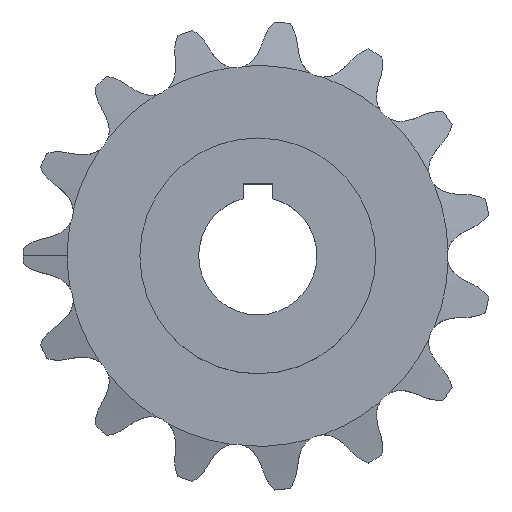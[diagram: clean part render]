
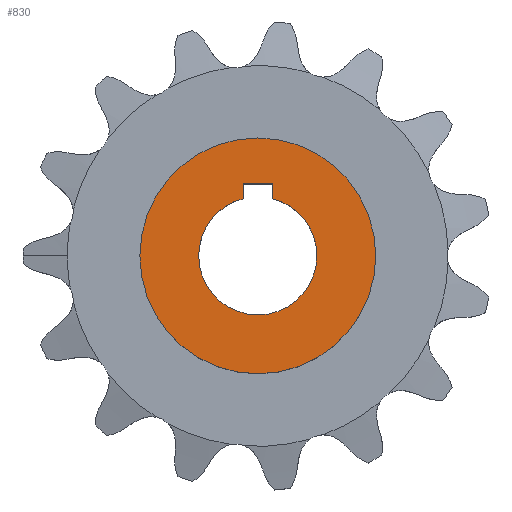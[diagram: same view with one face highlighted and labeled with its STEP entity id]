
A CAD part, top view. The second image highlights one B-rep face of the part: STEP entity #830.
In plain terms, the highlighted planar face has unit normal (0, 0, 1).
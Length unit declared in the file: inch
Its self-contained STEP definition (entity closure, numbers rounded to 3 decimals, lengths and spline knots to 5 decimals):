
#830 = ADVANCED_FACE ( 'NONE', ( #3098, #3095 ), #4576, .T. ) ;
#934 = EDGE_CURVE ( 'NONE', #1557, #1506, #3003, .T. ) ;
#935 = EDGE_CURVE ( 'NONE', #1329, #1334, #3001, .T. ) ;
#936 = EDGE_CURVE ( 'NONE', #1328, #1329, #2999, .T. ) ;
#937 = EDGE_CURVE ( 'NONE', #1526, #1328, #2998, .T. ) ;
#938 = EDGE_CURVE ( 'NONE', #1334, #1513, #2996, .T. ) ;
#943 = EDGE_CURVE ( 'NONE', #1513, #1558, #2992, .T. ) ;
#947 = EDGE_CURVE ( 'NONE', #1558, #1526, #2979, .T. ) ;
#949 = EDGE_CURVE ( 'NONE', #1506, #1557, #2977, .T. ) ;
#1156 = DIRECTION ( 'NONE',  ( 0., -1., 0. ) ) ;
#1157 = CARTESIAN_POINT ( 'NONE',  ( 0.0626, 0.30515, 0.33575 ) ) ;
#1158 = CARTESIAN_POINT ( 'NONE',  ( -0.0626, 0.30515, 0.33575 ) ) ;
#1159 = CARTESIAN_POINT ( 'NONE',  ( -0.0626, 0.24255, 0.33575 ) ) ;
#1160 = CARTESIAN_POINT ( 'NONE',  ( 0., 0., 0.33575 ) ) ;
#1161 = DIRECTION ( 'NONE',  ( 0., 0., 1. ) ) ;
#1162 = DIRECTION ( 'NONE',  ( 1., 0., 0. ) ) ;
#1163 = DIRECTION ( 'NONE',  ( -1., 0., 0. ) ) ;
#1164 = DIRECTION ( 'NONE',  ( 0., 1., 0. ) ) ;
#1167 = CARTESIAN_POINT ( 'NONE',  ( 0., 0., 0.33575 ) ) ;
#1168 = DIRECTION ( 'NONE',  ( 0., 0., 1. ) ) ;
#1169 = DIRECTION ( 'NONE',  ( 1., 0., 0. ) ) ;
#1178 = CARTESIAN_POINT ( 'NONE',  ( 0., 0., 0.33575 ) ) ;
#1179 = DIRECTION ( 'NONE',  ( 0., 0., 1. ) ) ;
#1180 = DIRECTION ( 'NONE',  ( 1., 0., 0. ) ) ;
#1191 = CARTESIAN_POINT ( 'NONE',  ( 0., 0., 0.33575 ) ) ;
#1192 = DIRECTION ( 'NONE',  ( 0., 0., 1. ) ) ;
#1193 = DIRECTION ( 'NONE',  ( 1., 0., 0. ) ) ;
#1195 = CARTESIAN_POINT ( 'NONE',  ( 0., 0., 0.33575 ) ) ;
#1196 = DIRECTION ( 'NONE',  ( 0., 0., 1. ) ) ;
#1197 = DIRECTION ( 'NONE',  ( 1., 0., 0. ) ) ;
#1328 = VERTEX_POINT ( 'NONE', #2495 ) ;
#1329 = VERTEX_POINT ( 'NONE', #2509 ) ;
#1334 = VERTEX_POINT ( 'NONE', #2505 ) ;
#1506 = VERTEX_POINT ( 'NONE', #2627 ) ;
#1513 = VERTEX_POINT ( 'NONE', #2633 ) ;
#1526 = VERTEX_POINT ( 'NONE', #2646 ) ;
#1557 = VERTEX_POINT ( 'NONE', #2677 ) ;
#1558 = VERTEX_POINT ( 'NONE', #2678 ) ;
#1748 = ORIENTED_EDGE ( 'NONE', *, *, #949, .T. ) ;
#1749 = ORIENTED_EDGE ( 'NONE', *, *, #934, .T. ) ;
#1750 = ORIENTED_EDGE ( 'NONE', *, *, #938, .F. ) ;
#1751 = ORIENTED_EDGE ( 'NONE', *, *, #943, .F. ) ;
#1752 = ORIENTED_EDGE ( 'NONE', *, *, #947, .F. ) ;
#1753 = ORIENTED_EDGE ( 'NONE', *, *, #937, .F. ) ;
#1754 = ORIENTED_EDGE ( 'NONE', *, *, #936, .F. ) ;
#1755 = ORIENTED_EDGE ( 'NONE', *, *, #935, .F. ) ;
#2495 = CARTESIAN_POINT ( 'NONE',  ( 0.0626, 0.30515, 0.33575 ) ) ;
#2505 = CARTESIAN_POINT ( 'NONE',  ( -0.0626, 0.24255, 0.33575 ) ) ;
#2509 = CARTESIAN_POINT ( 'NONE',  ( -0.0626, 0.30515, 0.33575 ) ) ;
#2627 = CARTESIAN_POINT ( 'NONE',  ( 0.5, 0., 0.33575 ) ) ;
#2633 = CARTESIAN_POINT ( 'NONE',  ( -0.2505, 0., 0.33575 ) ) ;
#2646 = CARTESIAN_POINT ( 'NONE',  ( 0.0626, 0.24255, 0.33575 ) ) ;
#2677 = CARTESIAN_POINT ( 'NONE',  ( -0.5, 0., 0.33575 ) ) ;
#2678 = CARTESIAN_POINT ( 'NONE',  ( 0.2505, 0., 0.33575 ) ) ;
#2977 = CIRCLE ( 'NONE', #5646, 0.5 ) ;
#2979 = CIRCLE ( 'NONE', #5647, 0.2505 ) ;
#2992 = CIRCLE ( 'NONE', #5650, 0.2505 ) ;
#2993 = VECTOR ( 'NONE', #1164, 39.37008 ) ;
#2995 = VECTOR ( 'NONE', #1163, 39.37008 ) ;
#2996 = CIRCLE ( 'NONE', #5651, 0.2505 ) ;
#2997 = VECTOR ( 'NONE', #1156, 39.37008 ) ;
#2998 = LINE ( 'NONE', #1157, #2993 ) ;
#2999 = LINE ( 'NONE', #1158, #2995 ) ;
#3001 = LINE ( 'NONE', #1159, #2997 ) ;
#3003 = CIRCLE ( 'NONE', #5652, 0.5 ) ;
#3095 = FACE_OUTER_BOUND ( 'NONE', #4757, .T. ) ;
#3098 = FACE_BOUND ( 'NONE', #4747, .T. ) ;
#3492 = DIRECTION ( 'NONE',  ( 0., 0., 1. ) ) ;
#3493 = DIRECTION ( 'NONE',  ( 1., 0., 0. ) ) ;
#4563 = CARTESIAN_POINT ( 'NONE',  ( 0., 0., 0.33575 ) ) ;
#4576 = PLANE ( 'NONE',  #5662 ) ;
#4747 = EDGE_LOOP ( 'NONE', ( #1755, #1754, #1753, #1752, #1751, #1750 ) ) ;
#4757 = EDGE_LOOP ( 'NONE', ( #1749, #1748 ) ) ;
#5646 = AXIS2_PLACEMENT_3D ( 'NONE', #1195, #1196, #1197 ) ;
#5647 = AXIS2_PLACEMENT_3D ( 'NONE', #1191, #1192, #1193 ) ;
#5650 = AXIS2_PLACEMENT_3D ( 'NONE', #1178, #1179, #1180 ) ;
#5651 = AXIS2_PLACEMENT_3D ( 'NONE', #1167, #1168, #1169 ) ;
#5652 = AXIS2_PLACEMENT_3D ( 'NONE', #1160, #1161, #1162 ) ;
#5662 = AXIS2_PLACEMENT_3D ( 'NONE', #4563, #3492, #3493 ) ;
